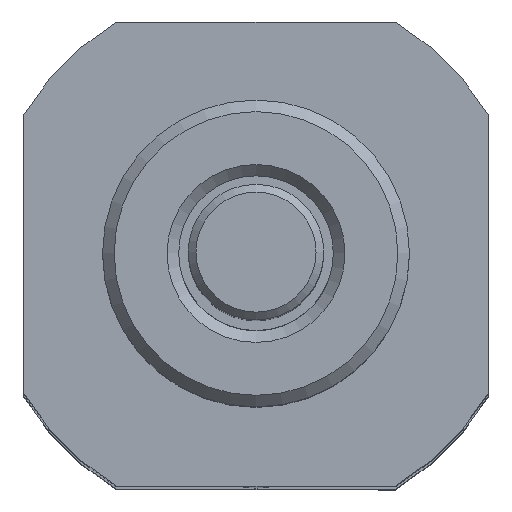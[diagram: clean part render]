
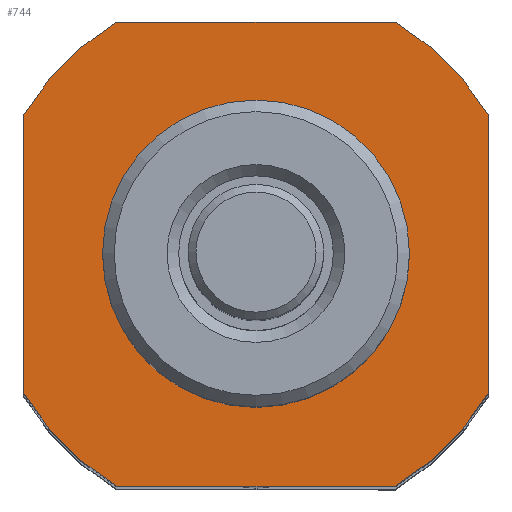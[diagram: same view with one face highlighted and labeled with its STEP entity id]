
A CAD part, top view. The second image highlights one B-rep face of the part: STEP entity #744.
In plain terms, the highlighted planar face has unit normal (0, 0, 1).
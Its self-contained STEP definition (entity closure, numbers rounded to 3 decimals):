
#28=FACE_BOUND('',#146,.T.);
#39=PLANE('',#842);
#95=FACE_OUTER_BOUND('',#145,.T.);
#145=EDGE_LOOP('',(#586,#587,#588,#589,#590,#591,#592,#593));
#146=EDGE_LOOP('',(#594));
#206=LINE('',#1293,#259);
#208=LINE('',#1300,#261);
#209=LINE('',#1304,#262);
#210=LINE('',#1308,#263);
#259=VECTOR('',#999,1000.);
#261=VECTOR('',#1005,1000.);
#262=VECTOR('',#1008,1000.);
#263=VECTOR('',#1013,1000.);
#311=CIRCLE('',#831,3.969);
#317=CIRCLE('',#843,7.);
#318=CIRCLE('',#844,7.);
#319=CIRCLE('',#845,7.);
#320=CIRCLE('',#846,7.);
#362=VERTEX_POINT('',#1266);
#370=VERTEX_POINT('',#1290);
#371=VERTEX_POINT('',#1292);
#372=VERTEX_POINT('',#1296);
#373=VERTEX_POINT('',#1297);
#374=VERTEX_POINT('',#1299);
#375=VERTEX_POINT('',#1301);
#376=VERTEX_POINT('',#1303);
#377=VERTEX_POINT('',#1306);
#440=EDGE_CURVE('',#362,#362,#311,.T.);
#452=EDGE_CURVE('',#371,#370,#206,.T.);
#454=EDGE_CURVE('',#372,#373,#317,.T.);
#455=EDGE_CURVE('',#373,#374,#208,.T.);
#456=EDGE_CURVE('',#374,#375,#318,.T.);
#457=EDGE_CURVE('',#375,#376,#209,.T.);
#458=EDGE_CURVE('',#376,#371,#319,.T.);
#459=EDGE_CURVE('',#370,#377,#320,.T.);
#460=EDGE_CURVE('',#377,#372,#210,.T.);
#586=ORIENTED_EDGE('',*,*,#454,.T.);
#587=ORIENTED_EDGE('',*,*,#455,.T.);
#588=ORIENTED_EDGE('',*,*,#456,.T.);
#589=ORIENTED_EDGE('',*,*,#457,.T.);
#590=ORIENTED_EDGE('',*,*,#458,.T.);
#591=ORIENTED_EDGE('',*,*,#452,.T.);
#592=ORIENTED_EDGE('',*,*,#459,.T.);
#593=ORIENTED_EDGE('',*,*,#460,.T.);
#594=ORIENTED_EDGE('',*,*,#440,.F.);
#744=ADVANCED_FACE('',(#95,#28),#39,.T.);
#831=AXIS2_PLACEMENT_3D('',#1267,#971,#972);
#842=AXIS2_PLACEMENT_3D('',#1295,#1001,#1002);
#843=AXIS2_PLACEMENT_3D('',#1298,#1003,#1004);
#844=AXIS2_PLACEMENT_3D('',#1302,#1006,#1007);
#845=AXIS2_PLACEMENT_3D('',#1305,#1009,#1010);
#846=AXIS2_PLACEMENT_3D('',#1307,#1011,#1012);
#971=DIRECTION('center_axis',(0.,0.,1.));
#972=DIRECTION('ref_axis',(1.,0.,0.));
#999=DIRECTION('',(-1.,0.,0.));
#1001=DIRECTION('center_axis',(0.,0.,1.));
#1002=DIRECTION('ref_axis',(1.,0.,0.));
#1003=DIRECTION('center_axis',(0.,0.,1.));
#1004=DIRECTION('ref_axis',(1.,0.,0.));
#1005=DIRECTION('',(1.,0.,0.));
#1006=DIRECTION('center_axis',(0.,0.,1.));
#1007=DIRECTION('ref_axis',(1.,0.,0.));
#1008=DIRECTION('',(0.,1.,0.));
#1009=DIRECTION('center_axis',(0.,0.,1.));
#1010=DIRECTION('ref_axis',(1.,0.,0.));
#1011=DIRECTION('center_axis',(0.,0.,1.));
#1012=DIRECTION('ref_axis',(1.,0.,0.));
#1013=DIRECTION('',(0.,-1.,0.));
#1266=CARTESIAN_POINT('',(3.969,0.,30.86));
#1267=CARTESIAN_POINT('Origin',(0.,0.,30.86));
#1290=CARTESIAN_POINT('',(-3.606,6.,30.86));
#1292=CARTESIAN_POINT('',(3.606,6.,30.86));
#1293=CARTESIAN_POINT('',(-3.606,6.,30.86));
#1295=CARTESIAN_POINT('Origin',(0.,0.,30.86));
#1296=CARTESIAN_POINT('',(-6.,-3.606,30.86));
#1297=CARTESIAN_POINT('',(-3.606,-6.,30.86));
#1298=CARTESIAN_POINT('Origin',(0.,0.,30.86));
#1299=CARTESIAN_POINT('',(3.606,-6.,30.86));
#1300=CARTESIAN_POINT('',(-3.606,-6.,30.86));
#1301=CARTESIAN_POINT('',(6.,-3.606,30.86));
#1302=CARTESIAN_POINT('Origin',(0.,0.,30.86));
#1303=CARTESIAN_POINT('',(6.,3.606,30.86));
#1304=CARTESIAN_POINT('',(6.,3.606,30.86));
#1305=CARTESIAN_POINT('Origin',(0.,0.,30.86));
#1306=CARTESIAN_POINT('',(-6.,3.606,30.86));
#1307=CARTESIAN_POINT('Origin',(0.,0.,30.86));
#1308=CARTESIAN_POINT('',(-6.,3.606,30.86));
